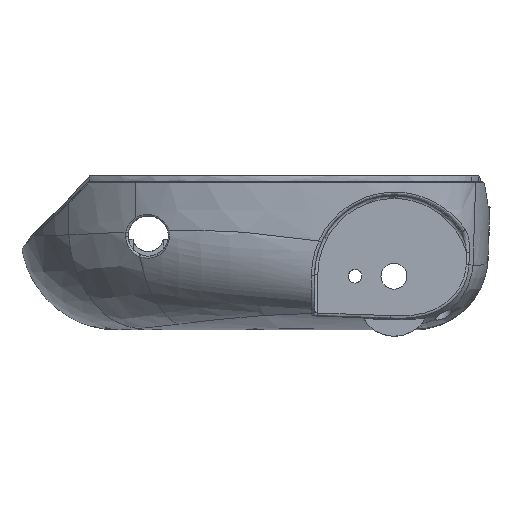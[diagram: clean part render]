
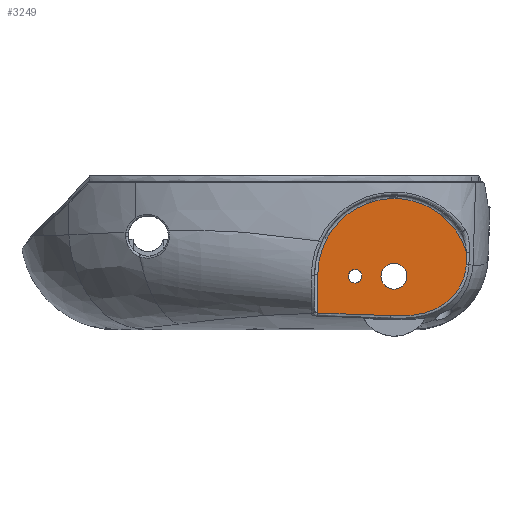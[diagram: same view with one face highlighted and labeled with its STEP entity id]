
A CAD part, front view. The second image highlights one B-rep face of the part: STEP entity #3249.
In plain terms, the highlighted planar face has unit normal (0, -1, 0).
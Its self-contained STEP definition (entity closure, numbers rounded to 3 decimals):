
#2208=CARTESIAN_POINT('Vertex',(136.906,-47.,-23.167)) ;
#2231=CARTESIAN_POINT('Control Point',(136.906,-47.,-23.167)) ;
#2232=CARTESIAN_POINT('Control Point',(136.853,-47.,-24.42)) ;
#2233=CARTESIAN_POINT('Control Point',(136.8,-47.,-25.673)) ;
#2234=CARTESIAN_POINT('Control Point',(136.748,-47.,-26.926)) ;
#2235=CARTESIAN_POINT('Vertex',(136.748,-47.,-26.926)) ;
#3127=CARTESIAN_POINT('Axis2P3D Location',(114.421,-47.,-51.463)) ;
#3133=CARTESIAN_POINT('Control Point',(113.308,-47.,-42.65)) ;
#3134=CARTESIAN_POINT('Control Point',(114.31,-47.,-42.688)) ;
#3135=CARTESIAN_POINT('Control Point',(115.313,-47.,-42.717)) ;
#3136=CARTESIAN_POINT('Control Point',(116.294,-47.,-42.727)) ;
#3137=CARTESIAN_POINT('Control Point',(118.043,-47.,-42.707)) ;
#3138=CARTESIAN_POINT('Control Point',(119.78,-47.,-42.583)) ;
#3139=CARTESIAN_POINT('Control Point',(120.511,-47.,-42.508)) ;
#3140=CARTESIAN_POINT('Control Point',(121.925,-47.,-42.307)) ;
#3141=CARTESIAN_POINT('Control Point',(123.315,-47.,-42.)) ;
#3142=CARTESIAN_POINT('Control Point',(123.976,-47.,-41.827)) ;
#3143=CARTESIAN_POINT('Control Point',(125.649,-47.,-41.318)) ;
#3144=CARTESIAN_POINT('Control Point',(127.261,-47.,-40.635)) ;
#3145=CARTESIAN_POINT('Control Point',(128.218,-47.,-40.152)) ;
#3146=CARTESIAN_POINT('Control Point',(129.651,-47.,-39.297)) ;
#3147=CARTESIAN_POINT('Control Point',(130.975,-47.,-38.28)) ;
#3148=CARTESIAN_POINT('Control Point',(131.433,-47.,-37.895)) ;
#3149=CARTESIAN_POINT('Control Point',(132.718,-47.,-36.712)) ;
#3150=CARTESIAN_POINT('Control Point',(133.843,-47.,-35.359)) ;
#3151=CARTESIAN_POINT('Control Point',(134.496,-47.,-34.408)) ;
#3152=CARTESIAN_POINT('Control Point',(135.42,-47.,-32.748)) ;
#3153=CARTESIAN_POINT('Control Point',(136.077,-47.,-30.954)) ;
#3154=CARTESIAN_POINT('Control Point',(136.294,-47.,-30.229)) ;
#3155=CARTESIAN_POINT('Control Point',(136.536,-47.,-29.145)) ;
#3156=CARTESIAN_POINT('Control Point',(136.674,-47.,-28.038)) ;
#3157=CARTESIAN_POINT('Control Point',(136.708,-47.,-27.668)) ;
#3158=CARTESIAN_POINT('Control Point',(136.733,-47.,-27.298)) ;
#3159=CARTESIAN_POINT('Control Point',(136.748,-47.,-26.926)) ;
#3160=CARTESIAN_POINT('Vertex',(113.308,-47.,-42.65)) ;
#3164=CARTESIAN_POINT('Control Point',(136.906,-47.,-23.167)) ;
#3165=CARTESIAN_POINT('Control Point',(136.284,-47.,-21.122)) ;
#3166=CARTESIAN_POINT('Control Point',(135.43,-47.,-19.148)) ;
#3167=CARTESIAN_POINT('Control Point',(134.354,-47.,-17.279)) ;
#3168=CARTESIAN_POINT('Control Point',(131.797,-47.,-13.819)) ;
#3169=CARTESIAN_POINT('Control Point',(128.528,-47.,-11.022)) ;
#3170=CARTESIAN_POINT('Control Point',(126.741,-47.,-9.816)) ;
#3171=CARTESIAN_POINT('Control Point',(122.924,-47.,-7.832)) ;
#3172=CARTESIAN_POINT('Control Point',(118.758,-47.,-6.755)) ;
#3173=CARTESIAN_POINT('Control Point',(116.623,-47.,-6.456)) ;
#3174=CARTESIAN_POINT('Control Point',(112.322,-47.,-6.35)) ;
#3175=CARTESIAN_POINT('Control Point',(108.107,-47.,-7.212)) ;
#3176=CARTESIAN_POINT('Control Point',(106.058,-47.,-7.882)) ;
#3177=CARTESIAN_POINT('Control Point',(102.147,-47.,-9.676)) ;
#3178=CARTESIAN_POINT('Control Point',(98.739,-47.,-12.301)) ;
#3179=CARTESIAN_POINT('Control Point',(97.192,-47.,-13.803)) ;
#3180=CARTESIAN_POINT('Control Point',(94.467,-47.,-17.133)) ;
#3181=CARTESIAN_POINT('Control Point',(92.559,-47.,-20.988)) ;
#3182=CARTESIAN_POINT('Control Point',(91.829,-47.,-23.017)) ;
#3183=CARTESIAN_POINT('Control Point',(91.208,-47.,-25.654)) ;
#3184=CARTESIAN_POINT('Control Point',(90.97,-47.,-28.337)) ;
#3185=CARTESIAN_POINT('Control Point',(90.937,-47.,-28.891)) ;
#3186=CARTESIAN_POINT('Control Point',(90.921,-47.,-29.446)) ;
#3187=CARTESIAN_POINT('Control Point',(90.921,-47.,-30.)) ;
#3188=CARTESIAN_POINT('Vertex',(90.921,-47.,-30.)) ;
#3191=CARTESIAN_POINT('Line Origine',(90.921,-47.,-35.927)) ;
#3195=CARTESIAN_POINT('Vertex',(90.921,-47.,-41.854)) ;
#3199=CARTESIAN_POINT('Control Point',(90.921,-47.,-41.854)) ;
#3200=CARTESIAN_POINT('Control Point',(95.399,-47.,-42.)) ;
#3201=CARTESIAN_POINT('Control Point',(99.876,-47.,-42.153)) ;
#3202=CARTESIAN_POINT('Control Point',(104.353,-47.,-42.312)) ;
#3203=CARTESIAN_POINT('Control Point',(108.831,-47.,-42.478)) ;
#3204=CARTESIAN_POINT('Control Point',(113.308,-47.,-42.65)) ;
#3213=CARTESIAN_POINT('Axis2P3D Location',(114.421,-47.,-30.5)) ;
#3217=CARTESIAN_POINT('Vertex',(110.421,-47.,-30.5)) ;
#3219=CARTESIAN_POINT('Vertex',(118.421,-47.,-30.5)) ;
#3222=CARTESIAN_POINT('Axis2P3D Location',(114.421,-47.,-30.5)) ;
#3231=CARTESIAN_POINT('Axis2P3D Location',(102.421,-47.,-30.5)) ;
#3235=CARTESIAN_POINT('Vertex',(100.321,-47.,-30.5)) ;
#3237=CARTESIAN_POINT('Vertex',(104.521,-47.,-30.5)) ;
#3240=CARTESIAN_POINT('Axis2P3D Location',(102.421,-47.,-30.5)) ;
#3128=DIRECTION('Axis2P3D Direction',(0.,1.,0.)) ;
#3129=DIRECTION('Axis2P3D XDirection',(0.,0.,1.)) ;
#3192=DIRECTION('Vector Direction',(0.,0.,1.)) ;
#3214=DIRECTION('Axis2P3D Direction',(0.,1.,0.)) ;
#3223=DIRECTION('Axis2P3D Direction',(0.,1.,0.)) ;
#3232=DIRECTION('Axis2P3D Direction',(0.,1.,0.)) ;
#3241=DIRECTION('Axis2P3D Direction',(0.,1.,0.)) ;
#3130=AXIS2_PLACEMENT_3D('Plane Axis2P3D',#3127,#3128,#3129) ;
#3215=AXIS2_PLACEMENT_3D('Circle Axis2P3D',#3213,#3214,$) ;
#3224=AXIS2_PLACEMENT_3D('Circle Axis2P3D',#3222,#3223,$) ;
#3233=AXIS2_PLACEMENT_3D('Circle Axis2P3D',#3231,#3232,$) ;
#3242=AXIS2_PLACEMENT_3D('Circle Axis2P3D',#3240,#3241,$) ;
#3207=ORIENTED_EDGE('',*,*,#3162,.T.) ;
#3208=ORIENTED_EDGE('',*,*,#2237,.F.) ;
#3209=ORIENTED_EDGE('',*,*,#3190,.T.) ;
#3210=ORIENTED_EDGE('',*,*,#3197,.F.) ;
#3211=ORIENTED_EDGE('',*,*,#3205,.T.) ;
#3228=ORIENTED_EDGE('',*,*,#3221,.T.) ;
#3229=ORIENTED_EDGE('',*,*,#3226,.T.) ;
#3246=ORIENTED_EDGE('',*,*,#3239,.T.) ;
#3247=ORIENTED_EDGE('',*,*,#3244,.T.) ;
#3230=FACE_BOUND('',#3227,.T.) ;
#3248=FACE_BOUND('',#3245,.T.) ;
#3193=VECTOR('Line Direction',#3192,1.) ;
#3249=ADVANCED_FACE('MANIFOLD_SOLID_BREP #185941',(#3212,#3230,#3248),#3131,.F.) ;
#2230=B_SPLINE_CURVE_WITH_KNOTS('',3,(#2231,#2232,#2233,#2234),.UNSPECIFIED.,.F.,.U.,(4,4),(0.,5.32),.UNSPECIFIED.) ;
#3132=B_SPLINE_CURVE_WITH_KNOTS('',5,(#3133,#3134,#3135,#3136,#3137,#3138,#3139,#3140,#3141,#3142,#3143,#3144,#3145,#3146,#3147,#3148,#3149,#3150,#3151,#3152,#3153,#3154,#3155,#3156,#3157,#3158,#3159),.UNSPECIFIED.,.F.,.U.,(6,3,3,3,3,3,3,3,6),(0.,7.066,12.367,17.243,24.885,29.164,37.317,42.44,44.983),.UNSPECIFIED.) ;
#3163=B_SPLINE_CURVE_WITH_KNOTS('',5,(#3164,#3165,#3166,#3167,#3168,#3169,#3170,#3171,#3172,#3173,#3174,#3175,#3176,#3177,#3178,#3179,#3180,#3181,#3182,#3183,#3184,#3185,#3186,#3187),.UNSPECIFIED.,.F.,.U.,(6,3,3,3,3,3,3,6),(0.,15.113,30.227,45.34,60.454,75.567,90.681,94.601),.UNSPECIFIED.) ;
#3198=B_SPLINE_CURVE_WITH_KNOTS('',5,(#3199,#3200,#3201,#3202,#3203,#3204),.UNSPECIFIED.,.F.,.U.,(6,6),(0.,31.68),.UNSPECIFIED.) ;
#3216=CIRCLE('generated circle',#3215,4.) ;
#3225=CIRCLE('generated circle',#3224,4.) ;
#3234=CIRCLE('generated circle',#3233,2.1) ;
#3243=CIRCLE('generated circle',#3242,2.1) ;
#2237=EDGE_CURVE('',#2209,#2236,#2230,.T.) ;
#3162=EDGE_CURVE('',#3161,#2236,#3132,.T.) ;
#3190=EDGE_CURVE('',#2209,#3189,#3163,.T.) ;
#3197=EDGE_CURVE('',#3196,#3189,#3194,.T.) ;
#3205=EDGE_CURVE('',#3196,#3161,#3198,.T.) ;
#3221=EDGE_CURVE('',#3218,#3220,#3216,.T.) ;
#3226=EDGE_CURVE('',#3220,#3218,#3225,.T.) ;
#3239=EDGE_CURVE('',#3236,#3238,#3234,.T.) ;
#3244=EDGE_CURVE('',#3238,#3236,#3243,.T.) ;
#3206=EDGE_LOOP('',(#3207,#3208,#3209,#3210,#3211)) ;
#3227=EDGE_LOOP('',(#3228,#3229)) ;
#3245=EDGE_LOOP('',(#3246,#3247)) ;
#3212=FACE_OUTER_BOUND('',#3206,.T.) ;
#3194=LINE('Line',#3191,#3193) ;
#3131=PLANE('',#3130) ;
#2209=VERTEX_POINT('',#2208) ;
#2236=VERTEX_POINT('',#2235) ;
#3161=VERTEX_POINT('',#3160) ;
#3189=VERTEX_POINT('',#3188) ;
#3196=VERTEX_POINT('',#3195) ;
#3218=VERTEX_POINT('',#3217) ;
#3220=VERTEX_POINT('',#3219) ;
#3236=VERTEX_POINT('',#3235) ;
#3238=VERTEX_POINT('',#3237) ;
